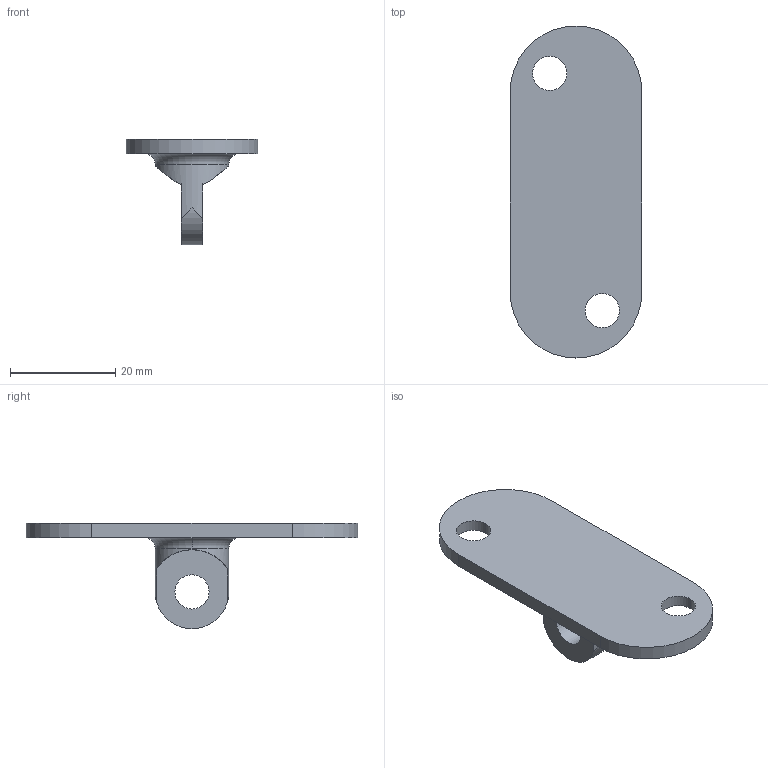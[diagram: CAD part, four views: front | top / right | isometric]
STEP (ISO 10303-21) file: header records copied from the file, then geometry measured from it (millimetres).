
FILE_DESCRIPTION (( 'STEP AP214' ), '1' );
FILE_NAME ('A_1800-200.STEP', '2022-12-07T10:21:46', ( '' ), ( '' ), 'SwSTEP 2.0', 'SolidWorks 2019', '' );
FILE_SCHEMA (( 'AUTOMOTIVE_DESIGN' ));
Length unit declared in the file: millimetre
Products named in the file (1): A_1800-200
Bounding box: 25 x 63 x 19.97 mm (x, y, z)
Volume: 4737.9 mm3; surface area: 3867.2 mm2
Topology: 1 solids, 1 shells, 27 faces, 66 edges, 44 vertices
Faces by surface type: cylinder 17, plane 8, torus 2
Entity records: 932 total; most frequent: CARTESIAN_POINT 230, DIRECTION 148, ORIENTED_EDGE 132, EDGE_CURVE 66, AXIS2_PLACEMENT_3D 62, VERTEX_POINT 44, EDGE_LOOP 36, CIRCLE 34
